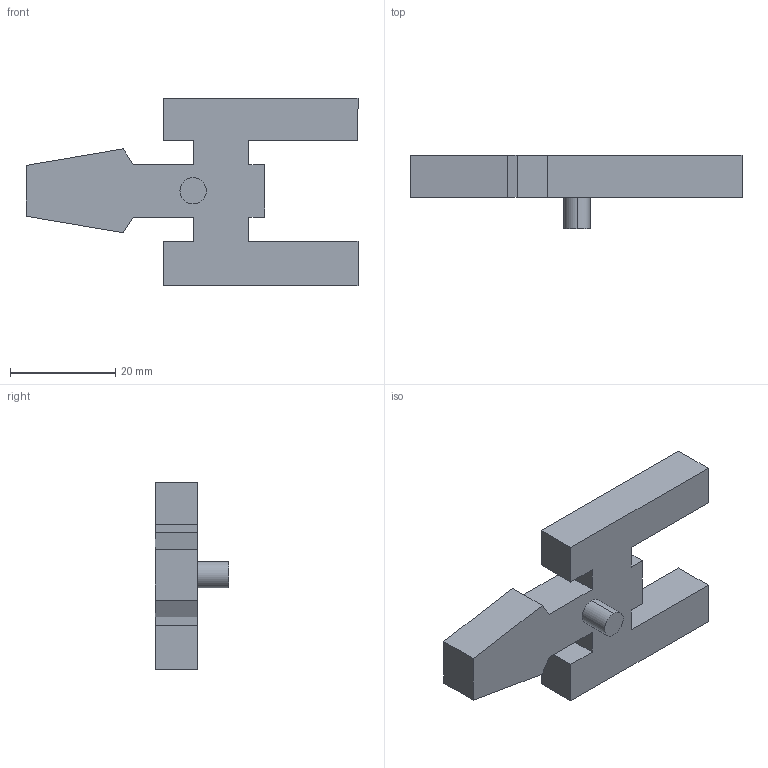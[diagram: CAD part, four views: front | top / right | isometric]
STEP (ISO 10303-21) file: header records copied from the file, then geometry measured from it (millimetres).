
FILE_DESCRIPTION (( 'STEP AP203' ), '1' );
FILE_NAME ('Y-Wing.STEP', '2016-03-27T20:53:11', ( '' ), ( '' ), 'SwSTEP 2.0', 'SolidWorks 2016', '' );
FILE_SCHEMA (( 'CONFIG_CONTROL_DESIGN' ));
Length unit declared in the file: millimetre
Products named in the file (1): Y-Wing
Bounding box: 63.19 x 14 x 35.75 mm (x, y, z)
Volume: 9884.1 mm3; surface area: 4712.2 mm2
Topology: 1 solids, 1 shells, 29 faces, 78 edges, 52 vertices
Faces by surface type: plane 27, cylinder 2
Entity records: 973 total; most frequent: CARTESIAN_POINT 160, ORIENTED_EDGE 156, DIRECTION 142, EDGE_CURVE 78, VECTOR 74, LINE 74, VERTEX_POINT 52, AXIS2_PLACEMENT_3D 34
